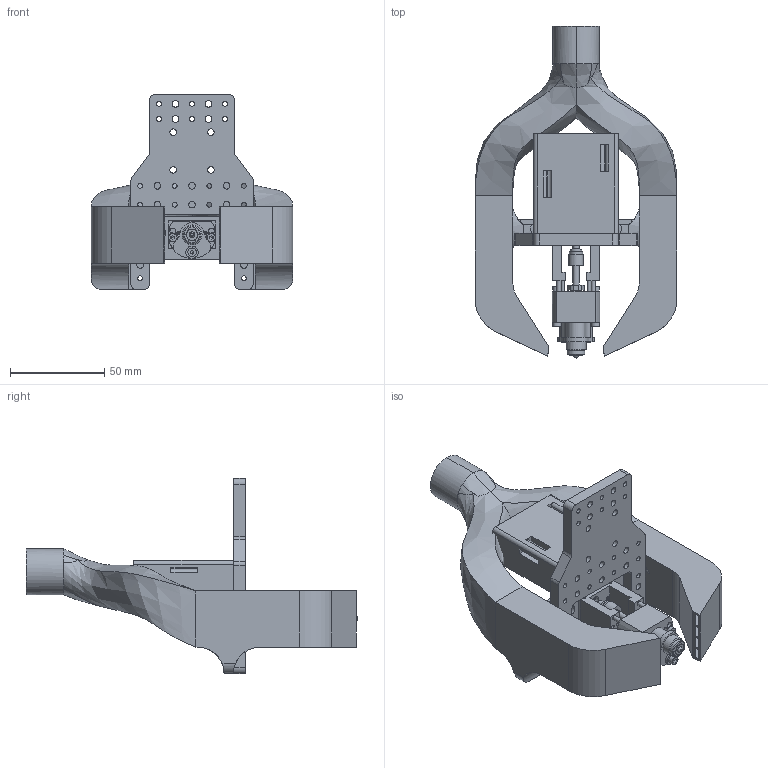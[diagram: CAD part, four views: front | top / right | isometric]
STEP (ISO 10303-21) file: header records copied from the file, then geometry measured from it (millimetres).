
FILE_DESCRIPTION(/* description */ (''),/* implementation_level */ '2;1');
FILE_NAME(/* name */ 'STL''s/X Gantry.step',/* time_stamp */ '2022-01-23T10:32:56-06:00',/* author */ (''),/* organization */ (''),/* preprocessor_version */ 'ST-DEVELOPER v18.1',/* originating_system */ 'Autodesk Translation Framework v10.10.0.1391',/* authorisation */ '');
FILE_SCHEMA (('AUTOMOTIVE_DESIGN { 1 0 10303 214 3 1 1 }'));
Length unit declared in the file: millimetre
Products named in the file (15): X Gantry; Metal_Bracket_gantry; Metal_Bracket; Metal Bracket Support; mosquito magnum+ v2; LOW-FI hot block magnum+_MAGNUM+ 1.75; LOW-FI heat sink magnum+_Magnum+, Prime; LOW-FI heat break 1.75; LOW-FI nozzle insulator; LOW-FI nozzle_0.8 VANADIUM; LOW-FI tubes_standoff; LOW-FI M1.6-16 socket head cap screw; LOW-FI M2.5-4 socket head cap screw; Hotend Mount; CPAP Mag+Metalmount
Assembly tree (22 placements, depth 4):
  X Gantry
    Metal_Bracket_gantry
      Metal_Bracket
      Metal Bracket Support
      mosquito magnum+ v2
        LOW-FI hot block magnum+_MAGNUM+ 1.75
        LOW-FI heat sink magnum+_Magnum+, Prime
        LOW-FI heat break 1.75
        LOW-FI nozzle insulator
        LOW-FI tubes_standoff  x4
        LOW-FI nozzle_0.8 VANADIUM
        LOW-FI M1.6-16 socket head cap screw  x2
        LOW-FI M2.5-4 socket head cap screw  x5
      Hotend Mount
      CPAP Mag+Metalmount
Bounding box: 107.02 x 176 x 103.46 mm (x, y, z)
Volume: 128805.5 mm3; surface area: 111408.2 mm2
Topology: 20 solids, 20 shells, 559 faces, 1358 edges, 884 vertices
Faces by surface type: plane 269, cylinder 216, cone 42, bspline 32
Full cylindrical faces by diameter (mm): 1.25 x2, 1.6 x2, 1.9 x6, 2.05 x12, 2.38 x4, 2.4 x8, 2.5 x6, 2.529 x20, 2.8 x2, 2.9 x4, 3 x2, 3.1 x2, 3.4 x6, 3.44 x1, 3.5 x28, 4.1 x1, 4.5 x6, 4.9 x2, 5 x2, 5.1 x1, 5.35 x2, 5.4 x4, 5.5 x2, 5.8 x2, 6 x2, 6.03 x2, 6.2 x1, 6.5 x5, 7 x1, 7.8 x1
Entity records: 21214 total; most frequent: CARTESIAN_POINT 8939, DIRECTION 2443, ORIENTED_EDGE 2378, EDGE_CURVE 1189, AXIS2_PLACEMENT_3D 906, VERTEX_POINT 783, EDGE_LOOP 700, LINE 631
